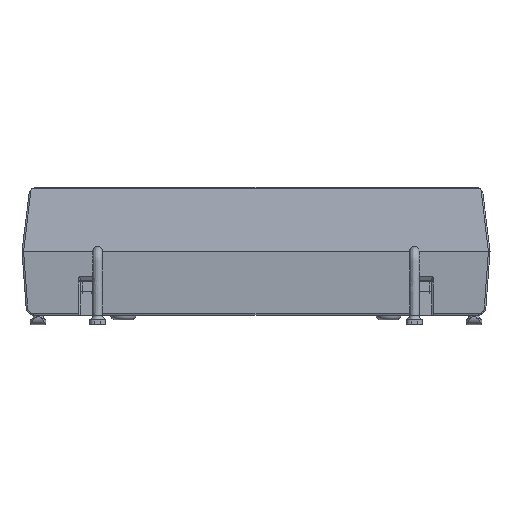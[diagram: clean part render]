
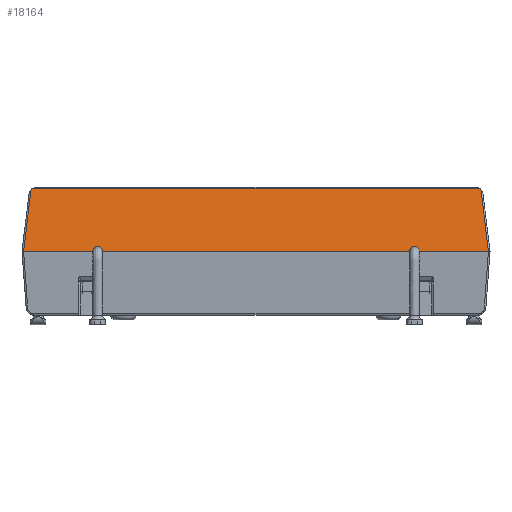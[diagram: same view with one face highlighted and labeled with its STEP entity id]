
A CAD part, front view. The second image highlights one B-rep face of the part: STEP entity #18164.
In plain terms, the highlighted planar face has unit normal (0, -0.993, 0.121).
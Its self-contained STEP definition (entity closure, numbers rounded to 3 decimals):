
#485=ELLIPSE('',#40178,0.504,0.5);
#486=ELLIPSE('',#40179,0.504,0.5);
#3806=LINE('',#58248,#5810);
#3807=LINE('',#58253,#5811);
#3808=LINE('',#58257,#5812);
#3809=LINE('',#58259,#5813);
#3810=LINE('',#58261,#5814);
#3811=LINE('',#58295,#5815);
#3812=LINE('',#58329,#5816);
#3813=LINE('',#58331,#5817);
#5810=VECTOR('',#45187,1.);
#5811=VECTOR('',#45190,1.);
#5812=VECTOR('',#45193,1.);
#5813=VECTOR('',#45194,1.);
#5814=VECTOR('',#45195,1.);
#5815=VECTOR('',#45196,1.);
#5816=VECTOR('',#45197,1.);
#5817=VECTOR('',#45198,1.);
#18164=ADVANCED_FACE('',(#20398),#19564,.T.);
#19564=PLANE('',#40180);
#20398=FACE_OUTER_BOUND('',#22144,.T.);
#22144=EDGE_LOOP('',(#26380,#26381,#26382,#26383,#26384,#26385,#26386,#26387,
#26388,#26389,#26390,#26391));
#26380=ORIENTED_EDGE('',*,*,#36007,.T.);
#26381=ORIENTED_EDGE('',*,*,#36008,.T.);
#26382=ORIENTED_EDGE('',*,*,#36009,.T.);
#26383=ORIENTED_EDGE('',*,*,#36010,.T.);
#26384=ORIENTED_EDGE('',*,*,#36011,.T.);
#26385=ORIENTED_EDGE('',*,*,#36012,.F.);
#26386=ORIENTED_EDGE('',*,*,#36013,.F.);
#26387=ORIENTED_EDGE('',*,*,#36014,.T.);
#26388=ORIENTED_EDGE('',*,*,#36015,.F.);
#26389=ORIENTED_EDGE('',*,*,#36016,.T.);
#26390=ORIENTED_EDGE('',*,*,#36017,.F.);
#26391=ORIENTED_EDGE('',*,*,#36018,.F.);
#32924=VERTEX_POINT('',#58249);
#32925=VERTEX_POINT('',#58250);
#32926=VERTEX_POINT('',#58252);
#32927=VERTEX_POINT('',#58254);
#32928=VERTEX_POINT('',#58256);
#32929=VERTEX_POINT('',#58258);
#32930=VERTEX_POINT('',#58260);
#32931=VERTEX_POINT('',#58262);
#32932=VERTEX_POINT('',#58294);
#32933=VERTEX_POINT('',#58296);
#32934=VERTEX_POINT('',#58328);
#32935=VERTEX_POINT('',#58330);
#36007=EDGE_CURVE('',#32924,#32925,#3806,.T.);
#36008=EDGE_CURVE('',#32925,#32926,#485,.T.);
#36009=EDGE_CURVE('',#32926,#32927,#3807,.T.);
#36010=EDGE_CURVE('',#32927,#32928,#486,.T.);
#36011=EDGE_CURVE('',#32928,#32929,#3808,.T.);
#36012=EDGE_CURVE('',#32930,#32929,#3809,.T.);
#36013=EDGE_CURVE('',#32931,#32930,#3810,.T.);
#36014=EDGE_CURVE('',#32931,#32932,#38717,.T.);
#36015=EDGE_CURVE('',#32933,#32932,#3811,.T.);
#36016=EDGE_CURVE('',#32933,#32934,#38718,.T.);
#36017=EDGE_CURVE('',#32935,#32934,#3812,.T.);
#36018=EDGE_CURVE('',#32924,#32935,#3813,.T.);
#38717=B_SPLINE_CURVE_WITH_KNOTS('',3,(#58263,#58264,#58265,#58266,#58267,
#58268,#58269,#58270,#58271,#58272,#58273,#58274,#58275,#58276,#58277,#58278,
#58279,#58280,#58281,#58282,#58283,#58284,#58285,#58286,#58287,#58288,#58289,
#58290,#58291,#58292,#58293),.UNSPECIFIED.,.F.,.F.,(4,3,3,3,3,3,3,3,3,3,
4),(0.,0.108,0.216,0.325,0.432,
0.537,0.646,0.749,0.858,
0.968,1.),.UNSPECIFIED.);
#38718=B_SPLINE_CURVE_WITH_KNOTS('',3,(#58297,#58298,#58299,#58300,#58301,
#58302,#58303,#58304,#58305,#58306,#58307,#58308,#58309,#58310,#58311,#58312,
#58313,#58314,#58315,#58316,#58317,#58318,#58319,#58320,#58321,#58322,#58323,
#58324,#58325,#58326,#58327),.UNSPECIFIED.,.F.,.F.,(4,3,3,3,3,3,3,3,3,3,
4),(0.,0.108,0.216,0.325,0.432,
0.537,0.646,0.749,0.858,
0.968,1.),.UNSPECIFIED.);
#40178=AXIS2_PLACEMENT_3D('',#58251,#45188,#45189);
#40179=AXIS2_PLACEMENT_3D('',#58255,#45191,#45192);
#40180=AXIS2_PLACEMENT_3D('',#58332,#45199,#45200);
#45187=DIRECTION('',(-0.12,0.12,0.985));
#45188=DIRECTION('',(0.,-0.993,0.121));
#45189=DIRECTION('',(0.,0.121,0.993));
#45190=DIRECTION('',(-1.,0.,0.));
#45191=DIRECTION('',(0.,-0.993,0.121));
#45192=DIRECTION('',(0.,-0.121,-0.993));
#45193=DIRECTION('',(-0.12,-0.12,-0.985));
#45194=DIRECTION('',(-1.,0.,0.));
#45195=DIRECTION('',(-1.,0.,0.));
#45196=DIRECTION('',(-1.,0.,0.));
#45197=DIRECTION('',(-1.,0.,0.));
#45198=DIRECTION('',(-1.,0.,0.));
#45199=DIRECTION('',(0.,-0.993,0.121));
#45200=DIRECTION('',(-1.,0.,0.));
#58248=CARTESIAN_POINT('',(14.193,-4.292,5.805));
#58249=CARTESIAN_POINT('',(14.901,-5.,0.));
#58250=CARTESIAN_POINT('',(14.42,-4.519,3.944));
#58251=CARTESIAN_POINT('',(14.057,-4.561,3.6));
#58252=CARTESIAN_POINT('',(14.34,-4.511,4.012));
#58253=CARTESIAN_POINT('',(0.,-4.511,4.012));
#58254=CARTESIAN_POINT('',(-14.34,-4.511,4.012));
#58255=CARTESIAN_POINT('',(-14.057,-4.561,3.6));
#58256=CARTESIAN_POINT('',(-14.42,-4.519,3.944));
#58257=CARTESIAN_POINT('',(-14.193,-4.292,5.805));
#58258=CARTESIAN_POINT('',(-14.901,-5.,0.));
#58259=CARTESIAN_POINT('',(-15.,-5.,0.));
#58260=CARTESIAN_POINT('',(-14.9,-5.,0.));
#58261=CARTESIAN_POINT('',(-15.,-5.,0.));
#58262=CARTESIAN_POINT('',(-10.45,-5.,0.));
#58263=CARTESIAN_POINT('',(-10.45,-5.,0.));
#58264=CARTESIAN_POINT('',(-10.45,-4.996,0.034));
#58265=CARTESIAN_POINT('',(-10.444,-4.992,0.068));
#58266=CARTESIAN_POINT('',(-10.433,-4.988,0.1));
#58267=CARTESIAN_POINT('',(-10.422,-4.984,0.131));
#58268=CARTESIAN_POINT('',(-10.405,-4.98,0.162));
#58269=CARTESIAN_POINT('',(-10.384,-4.977,0.188));
#58270=CARTESIAN_POINT('',(-10.362,-4.974,0.215));
#58271=CARTESIAN_POINT('',(-10.336,-4.971,0.238));
#58272=CARTESIAN_POINT('',(-10.307,-4.969,0.255));
#58273=CARTESIAN_POINT('',(-10.279,-4.967,0.273));
#58274=CARTESIAN_POINT('',(-10.247,-4.965,0.286));
#58275=CARTESIAN_POINT('',(-10.214,-4.964,0.293));
#58276=CARTESIAN_POINT('',(-10.181,-4.963,0.3));
#58277=CARTESIAN_POINT('',(-10.148,-4.963,0.302));
#58278=CARTESIAN_POINT('',(-10.115,-4.964,0.298));
#58279=CARTESIAN_POINT('',(-10.081,-4.964,0.294));
#58280=CARTESIAN_POINT('',(-10.047,-4.965,0.284));
#58281=CARTESIAN_POINT('',(-10.017,-4.967,0.269));
#58282=CARTESIAN_POINT('',(-9.988,-4.969,0.254));
#58283=CARTESIAN_POINT('',(-9.961,-4.971,0.235));
#58284=CARTESIAN_POINT('',(-9.938,-4.974,0.212));
#58285=CARTESIAN_POINT('',(-9.914,-4.977,0.188));
#58286=CARTESIAN_POINT('',(-9.894,-4.981,0.16));
#58287=CARTESIAN_POINT('',(-9.879,-4.984,0.129));
#58288=CARTESIAN_POINT('',(-9.864,-4.988,0.098));
#58289=CARTESIAN_POINT('',(-9.855,-4.992,0.064));
#58290=CARTESIAN_POINT('',(-9.851,-4.996,0.031));
#58291=CARTESIAN_POINT('',(-9.85,-4.998,0.02));
#58292=CARTESIAN_POINT('',(-9.85,-4.999,0.01));
#58293=CARTESIAN_POINT('',(-9.85,-5.,0.));
#58294=CARTESIAN_POINT('',(-9.85,-5.,0.));
#58295=CARTESIAN_POINT('',(-15.,-5.,0.));
#58296=CARTESIAN_POINT('',(9.85,-5.,0.));
#58297=CARTESIAN_POINT('',(9.85,-5.,0.));
#58298=CARTESIAN_POINT('',(9.85,-4.996,0.034));
#58299=CARTESIAN_POINT('',(9.856,-4.992,0.068));
#58300=CARTESIAN_POINT('',(9.867,-4.988,0.1));
#58301=CARTESIAN_POINT('',(9.878,-4.984,0.131));
#58302=CARTESIAN_POINT('',(9.895,-4.98,0.162));
#58303=CARTESIAN_POINT('',(9.916,-4.977,0.188));
#58304=CARTESIAN_POINT('',(9.938,-4.974,0.215));
#58305=CARTESIAN_POINT('',(9.964,-4.971,0.238));
#58306=CARTESIAN_POINT('',(9.993,-4.969,0.255));
#58307=CARTESIAN_POINT('',(10.021,-4.967,0.273));
#58308=CARTESIAN_POINT('',(10.053,-4.965,0.286));
#58309=CARTESIAN_POINT('',(10.086,-4.964,0.293));
#58310=CARTESIAN_POINT('',(10.119,-4.963,0.3));
#58311=CARTESIAN_POINT('',(10.152,-4.963,0.302));
#58312=CARTESIAN_POINT('',(10.185,-4.964,0.298));
#58313=CARTESIAN_POINT('',(10.219,-4.964,0.294));
#58314=CARTESIAN_POINT('',(10.253,-4.965,0.284));
#58315=CARTESIAN_POINT('',(10.283,-4.967,0.269));
#58316=CARTESIAN_POINT('',(10.312,-4.969,0.254));
#58317=CARTESIAN_POINT('',(10.339,-4.971,0.235));
#58318=CARTESIAN_POINT('',(10.362,-4.974,0.212));
#58319=CARTESIAN_POINT('',(10.386,-4.977,0.188));
#58320=CARTESIAN_POINT('',(10.406,-4.981,0.16));
#58321=CARTESIAN_POINT('',(10.421,-4.984,0.129));
#58322=CARTESIAN_POINT('',(10.436,-4.988,0.098));
#58323=CARTESIAN_POINT('',(10.445,-4.992,0.064));
#58324=CARTESIAN_POINT('',(10.449,-4.996,0.031));
#58325=CARTESIAN_POINT('',(10.45,-4.998,0.02));
#58326=CARTESIAN_POINT('',(10.45,-4.999,0.01));
#58327=CARTESIAN_POINT('',(10.45,-5.,0.));
#58328=CARTESIAN_POINT('',(10.45,-5.,0.));
#58329=CARTESIAN_POINT('',(-15.,-5.,0.));
#58330=CARTESIAN_POINT('',(14.9,-5.,0.));
#58331=CARTESIAN_POINT('',(-15.,-5.,0.));
#58332=CARTESIAN_POINT('',(0.,-4.5,4.1));
